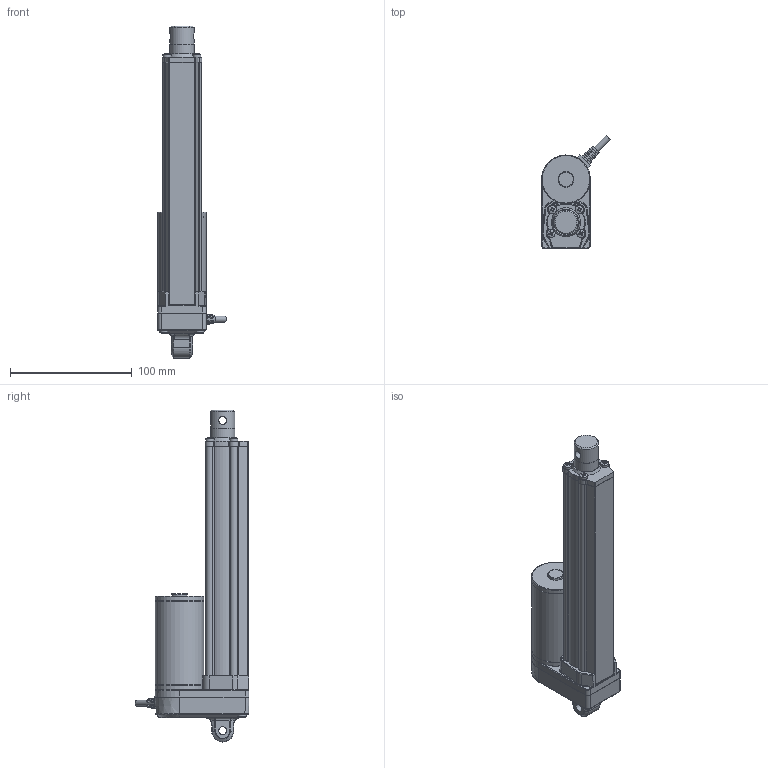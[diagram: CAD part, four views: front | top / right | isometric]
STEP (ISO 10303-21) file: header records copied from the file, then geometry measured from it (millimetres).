
FILE_DESCRIPTION(/* description */ (''),/* implementation_level */ '2;1');
FILE_NAME(/* name */ '150-255.stp',/* time_stamp */ '2022-08-14T09:25:16+08:00',/* author */ (''),/* organization */ (''),/* preprocessor_version */ 'ST-DEVELOPER v16',/* originating_system */ 'SIEMENS PLM Software NX 10.0',/* authorisation */ '');
FILE_SCHEMA (('AUTOMOTIVE_DESIGN { 1 0 10303 214 3 1 1 1 }'));
Length unit declared in the file: millimetre
Products named in the file (1): Admi6C600F6Bkzg2
Bounding box: 56.49 x 93.48 x 272.8 mm (x, y, z)
Volume: 378672.9 mm3; surface area: 55279.2 mm2
Topology: 1 solids, 31 shells, 784 faces, 1868 edges, 1158 vertices
Faces by surface type: plane 305, cylinder 271, torus 110, bspline 67, cone 18, sphere 11, extrusion 2
Full cylindrical faces by diameter (mm): 3.15 x6, 3.3 x3, 3.85 x4, 4 x4, 4.012 x1, 5 x1, 6 x2, 6.5 x2, 6.7 x4, 7.5 x3, 13 x2, 16 x1, 16.5 x2, 20 x4, 40 x3
Entity records: 26316 total; most frequent: CARTESIAN_POINT 6273, DIRECTION 3873, ORIENTED_EDGE 3488, EDGE_CURVE 1744, AXIS2_PLACEMENT_3D 1608, VERTEX_POINT 1112, EDGE_LOOP 890, CIRCLE 841
